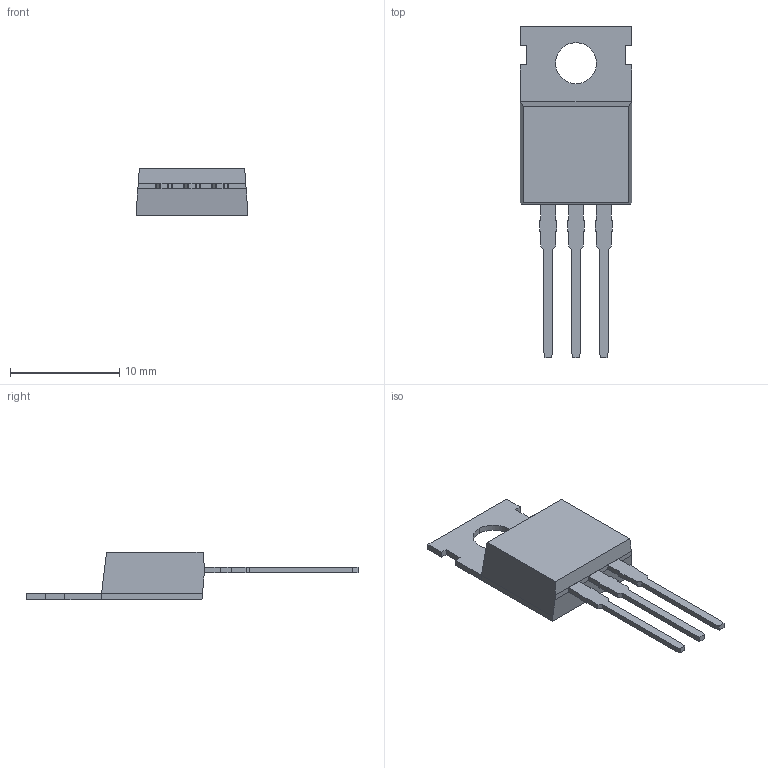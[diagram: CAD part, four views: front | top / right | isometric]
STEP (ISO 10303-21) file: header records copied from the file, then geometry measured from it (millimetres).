
FILE_DESCRIPTION (( 'STEP AP214' ), '1' );
FILE_NAME ('340AT.STEP', '2024-04-16T11:02:18', ( 'LENOVO' ), ( '' ), 'SwSTEP 2.0', 'SolidWorks 2021', '' );
FILE_SCHEMA (( 'AUTOMOTIVE_DESIGN' ));
Length unit declared in the file: millimetre
Products named in the file (1): 340AT
Bounding box: 10.16 x 30.34 x 4.35 mm (x, y, z)
Volume: 444.8 mm3; surface area: 750.6 mm2
Topology: 5 solids, 5 shells, 114 faces, 302 edges, 200 vertices
Faces by surface type: plane 104, cylinder 10
Entity records: 3556 total; most frequent: CARTESIAN_POINT 617, ORIENTED_EDGE 604, DIRECTION 552, EDGE_CURVE 302, VECTOR 282, LINE 282, VERTEX_POINT 200, AXIS2_PLACEMENT_3D 135
